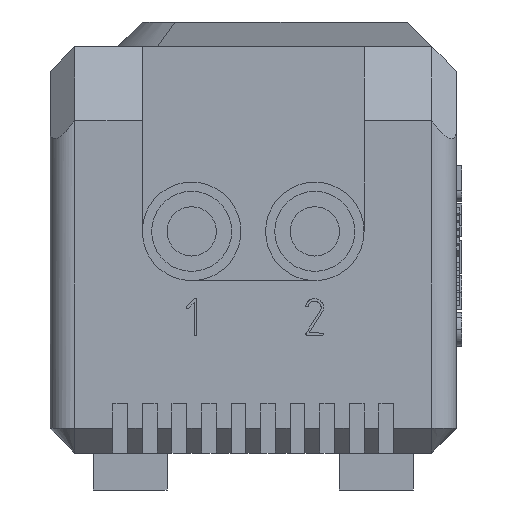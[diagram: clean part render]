
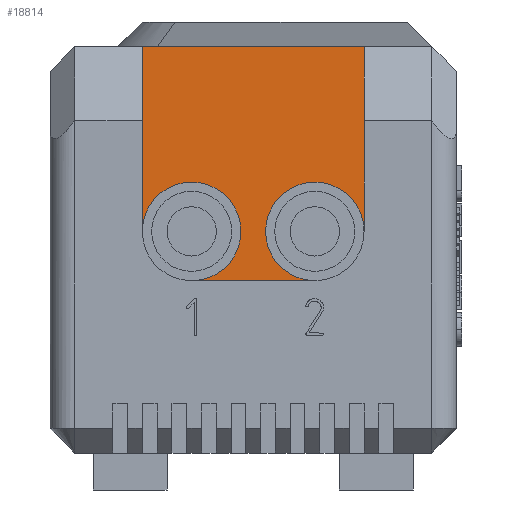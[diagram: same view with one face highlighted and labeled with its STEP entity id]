
A CAD part, front view. The second image highlights one B-rep face of the part: STEP entity #18814.
In plain terms, the highlighted planar face has unit normal (0, -1, 0).
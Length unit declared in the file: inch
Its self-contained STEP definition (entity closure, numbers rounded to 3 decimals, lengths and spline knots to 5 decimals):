
#253 = CARTESIAN_POINT ( 'NONE',  ( 0.45276, -0.96457, 0.70866 ) ) ;
#325 = EDGE_CURVE ( 'NONE', #13084, #11956, #2114, .T. ) ;
#2047 = CARTESIAN_POINT ( 'NONE',  ( 0.84646, -0.96457, 0.70866 ) ) ;
#2114 = LINE ( 'NONE', #6744, #14698 ) ;
#3792 = CARTESIAN_POINT ( 'NONE',  ( 0.45276, -0.96457, 0.70866 ) ) ;
#4084 = CIRCLE ( 'NONE', #14780, 0.15748 ) ;
#4864 = VERTEX_POINT ( 'NONE', #9813 ) ;
#5001 = DIRECTION ( 'NONE',  ( 0., 1., 0. ) ) ;
#5015 = EDGE_CURVE ( 'NONE', #6703, #4864, #15820, .T. ) ;
#6703 = VERTEX_POINT ( 'NONE', #19179 ) ;
#6744 = CARTESIAN_POINT ( 'NONE',  ( 0., -0.96457, 1.29921 ) ) ;
#6900 = EDGE_LOOP ( 'NONE', ( #9282, #18741, #17404, #7762, #16320, #12190, #11528, #10989 ) ) ;
#7236 = FACE_OUTER_BOUND ( 'NONE', #6900, .T. ) ;
#7543 = VECTOR ( 'NONE', #12117, 39.37008 ) ;
#7600 = CIRCLE ( 'NONE', #17375, 0.15748 ) ;
#7762 = ORIENTED_EDGE ( 'NONE', *, *, #15293, .F. ) ;
#8142 = DIRECTION ( 'NONE',  ( 0., 0., 1. ) ) ;
#8643 = VECTOR ( 'NONE', #20094, 39.37008 ) ;
#8663 = CARTESIAN_POINT ( 'NONE',  ( 1.00394, -0.96457, 1.29921 ) ) ;
#8783 = CARTESIAN_POINT ( 'NONE',  ( 0.45276, -0.96457, 0.55118 ) ) ;
#9282 = ORIENTED_EDGE ( 'NONE', *, *, #12393, .F. ) ;
#9813 = CARTESIAN_POINT ( 'NONE',  ( 0.84646, -0.96457, 0.55118 ) ) ;
#9866 = CARTESIAN_POINT ( 'NONE',  ( 0.29528, -0.96457, 1.29921 ) ) ;
#9901 = PLANE ( 'NONE',  #15655 ) ;
#10062 = DIRECTION ( 'NONE',  ( 0., 0., 1. ) ) ;
#10241 = DIRECTION ( 'NONE',  ( 0., -1., 0. ) ) ;
#10489 = DIRECTION ( 'NONE',  ( 0., -1., 0. ) ) ;
#10945 = EDGE_CURVE ( 'NONE', #18711, #12668, #7600, .T. ) ;
#10989 = ORIENTED_EDGE ( 'NONE', *, *, #10945, .F. ) ;
#11264 = CIRCLE ( 'NONE', #17023, 0.15748 ) ;
#11528 = ORIENTED_EDGE ( 'NONE', *, *, #14584, .F. ) ;
#11650 = CARTESIAN_POINT ( 'NONE',  ( 1.00394, -0.96457, 0.70866 ) ) ;
#11775 = DIRECTION ( 'NONE',  ( 1., 0., 0. ) ) ;
#11810 = DIRECTION ( 'NONE',  ( 0., -1., 0. ) ) ;
#11956 = VERTEX_POINT ( 'NONE', #8663 ) ;
#12080 = DIRECTION ( 'NONE',  ( 0., 0., 1. ) ) ;
#12117 = DIRECTION ( 'NONE',  ( -1., 0., 0. ) ) ;
#12128 = DIRECTION ( 'NONE',  ( 0., 0., 1. ) ) ;
#12190 = ORIENTED_EDGE ( 'NONE', *, *, #17803, .F. ) ;
#12198 = CARTESIAN_POINT ( 'NONE',  ( 0.29528, -0.96457, 0.70866 ) ) ;
#12393 = EDGE_CURVE ( 'NONE', #4864, #18711, #18378, .T. ) ;
#12668 = VERTEX_POINT ( 'NONE', #17951 ) ;
#13084 = VERTEX_POINT ( 'NONE', #9866 ) ;
#13196 = CARTESIAN_POINT ( 'NONE',  ( 1.00394, -0.96457, 0.70866 ) ) ;
#13538 = DIRECTION ( 'NONE',  ( 0., 0., 1. ) ) ;
#13680 = LINE ( 'NONE', #13794, #14202 ) ;
#13794 = CARTESIAN_POINT ( 'NONE',  ( 0.29528, -0.96457, 0.70866 ) ) ;
#14202 = VECTOR ( 'NONE', #12080, 39.37008 ) ;
#14465 = AXIS2_PLACEMENT_3D ( 'NONE', #2047, #11810, #20106 ) ;
#14520 = EDGE_CURVE ( 'NONE', #20155, #6703, #4084, .T. ) ;
#14584 = EDGE_CURVE ( 'NONE', #12668, #16042, #11264, .T. ) ;
#14698 = VECTOR ( 'NONE', #11775, 39.37008 ) ;
#14780 = AXIS2_PLACEMENT_3D ( 'NONE', #18208, #16634, #10062 ) ;
#15293 = EDGE_CURVE ( 'NONE', #11956, #20155, #17448, .T. ) ;
#15655 = AXIS2_PLACEMENT_3D ( 'NONE', #253, #5001, #8142 ) ;
#15820 = CIRCLE ( 'NONE', #14465, 0.15748 ) ;
#16042 = VERTEX_POINT ( 'NONE', #12198 ) ;
#16320 = ORIENTED_EDGE ( 'NONE', *, *, #325, .F. ) ;
#16634 = DIRECTION ( 'NONE',  ( 0., -1., 0. ) ) ;
#17023 = AXIS2_PLACEMENT_3D ( 'NONE', #18704, #10489, #12128 ) ;
#17375 = AXIS2_PLACEMENT_3D ( 'NONE', #3792, #10241, #13538 ) ;
#17404 = ORIENTED_EDGE ( 'NONE', *, *, #14520, .F. ) ;
#17448 = LINE ( 'NONE', #11650, #8643 ) ;
#17803 = EDGE_CURVE ( 'NONE', #16042, #13084, #13680, .T. ) ;
#17951 = CARTESIAN_POINT ( 'NONE',  ( 0.45276, -0.96457, 0.86614 ) ) ;
#18208 = CARTESIAN_POINT ( 'NONE',  ( 0.84646, -0.96457, 0.70866 ) ) ;
#18378 = LINE ( 'NONE', #8783, #7543 ) ;
#18704 = CARTESIAN_POINT ( 'NONE',  ( 0.45276, -0.96457, 0.70866 ) ) ;
#18711 = VERTEX_POINT ( 'NONE', #19347 ) ;
#18741 = ORIENTED_EDGE ( 'NONE', *, *, #5015, .F. ) ;
#18814 = ADVANCED_FACE ( 'NONE', ( #7236 ), #9901, .F. ) ;
#19179 = CARTESIAN_POINT ( 'NONE',  ( 0.84646, -0.96457, 0.86614 ) ) ;
#19347 = CARTESIAN_POINT ( 'NONE',  ( 0.45276, -0.96457, 0.55118 ) ) ;
#20094 = DIRECTION ( 'NONE',  ( 0., 0., -1. ) ) ;
#20106 = DIRECTION ( 'NONE',  ( 0., 0., 1. ) ) ;
#20155 = VERTEX_POINT ( 'NONE', #13196 ) ;
